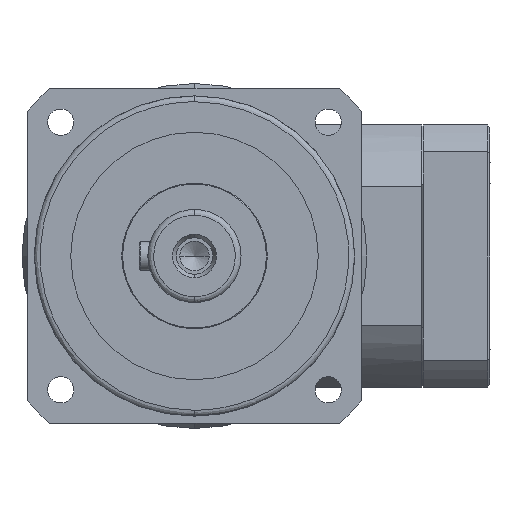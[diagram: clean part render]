
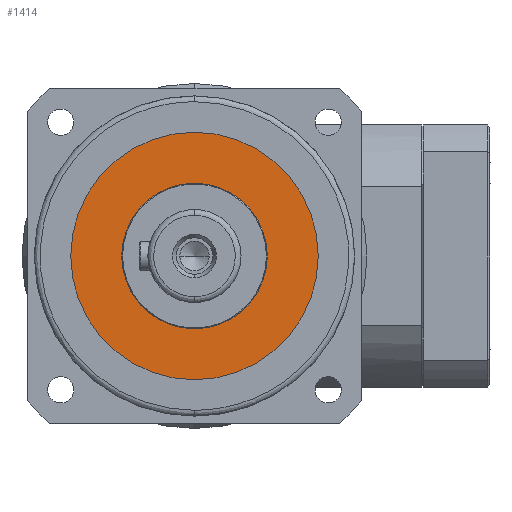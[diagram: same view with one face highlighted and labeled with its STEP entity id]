
A CAD part, left-side view. The second image highlights one B-rep face of the part: STEP entity #1414.
In plain terms, the highlighted face is planar.
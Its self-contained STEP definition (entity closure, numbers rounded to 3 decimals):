
#344 = AXIS2_PLACEMENT_3D ( 'NONE', #26843, #13838, #655 ) ;
#654 = CARTESIAN_POINT ( 'NONE',  ( -53.01, 0., 0. ) ) ;
#655 = DIRECTION ( 'NONE',  ( 0., 0., 1. ) ) ;
#879 = CIRCLE ( 'NONE', #25404, 25. ) ;
#1257 = AXIS2_PLACEMENT_3D ( 'NONE', #27581, #14578, #1486 ) ;
#1414 = ADVANCED_FACE ( 'NONE', ( #9258, #3303 ), #24897, .T. ) ;
#1486 = DIRECTION ( 'NONE',  ( 0., 0., 1. ) ) ;
#2860 = DIRECTION ( 'NONE',  ( 0., 0., 1. ) ) ;
#3303 = FACE_BOUND ( 'NONE', #28266, .T. ) ;
#3731 = CARTESIAN_POINT ( 'NONE',  ( -53.01, 0., -42.5 ) ) ;
#4423 = VERTEX_POINT ( 'NONE', #3731 ) ;
#4699 = ORIENTED_EDGE ( 'NONE', *, *, #18227, .T. ) ;
#5827 = VERTEX_POINT ( 'NONE', #6116 ) ;
#6116 = CARTESIAN_POINT ( 'NONE',  ( -53.01, 0., 25. ) ) ;
#8067 = DIRECTION ( 'NONE',  ( 1., 0., 0. ) ) ;
#9258 = FACE_OUTER_BOUND ( 'NONE', #16720, .T. ) ;
#10142 = ORIENTED_EDGE ( 'NONE', *, *, #25200, .T. ) ;
#11062 = VERTEX_POINT ( 'NONE', #27100 ) ;
#12392 = AXIS2_PLACEMENT_3D ( 'NONE', #24401, #24301, #24206 ) ;
#13800 = CARTESIAN_POINT ( 'NONE',  ( -53.01, 0., -25. ) ) ;
#13838 = DIRECTION ( 'NONE',  ( -1., 0., 0. ) ) ;
#14483 = CIRCLE ( 'NONE', #344, 25. ) ;
#14578 = DIRECTION ( 'NONE',  ( 1., 0., 0. ) ) ;
#16040 = DIRECTION ( 'NONE',  ( -1., 0., 0. ) ) ;
#16720 = EDGE_LOOP ( 'NONE', ( #18191, #26511 ) ) ;
#17819 = EDGE_CURVE ( 'NONE', #11062, #4423, #21805, .T. ) ;
#18191 = ORIENTED_EDGE ( 'NONE', *, *, #17819, .T. ) ;
#18227 = EDGE_CURVE ( 'NONE', #5827, #21948, #14483, .T. ) ;
#21202 = CARTESIAN_POINT ( 'NONE',  ( -53.01, 0., 0. ) ) ;
#21805 = CIRCLE ( 'NONE', #1257, 42.5 ) ;
#21948 = VERTEX_POINT ( 'NONE', #13800 ) ;
#23365 = DIRECTION ( 'NONE',  ( 0., 0., 1. ) ) ;
#24206 = DIRECTION ( 'NONE',  ( 0., 0., -1. ) ) ;
#24301 = DIRECTION ( 'NONE',  ( 1., 0., 0. ) ) ;
#24401 = CARTESIAN_POINT ( 'NONE',  ( -53.01, 0., 0. ) ) ;
#24577 = AXIS2_PLACEMENT_3D ( 'NONE', #21202, #8067, #23365 ) ;
#24897 = PLANE ( 'NONE',  #12392 ) ;
#25200 = EDGE_CURVE ( 'NONE', #21948, #5827, #879, .T. ) ;
#25382 = EDGE_CURVE ( 'NONE', #4423, #11062, #25505, .T. ) ;
#25404 = AXIS2_PLACEMENT_3D ( 'NONE', #654, #16040, #2860 ) ;
#25505 = CIRCLE ( 'NONE', #24577, 42.5 ) ;
#26511 = ORIENTED_EDGE ( 'NONE', *, *, #25382, .T. ) ;
#26843 = CARTESIAN_POINT ( 'NONE',  ( -53.01, 0., 0. ) ) ;
#27100 = CARTESIAN_POINT ( 'NONE',  ( -53.01, 0., 42.5 ) ) ;
#27581 = CARTESIAN_POINT ( 'NONE',  ( -53.01, 0., 0. ) ) ;
#28266 = EDGE_LOOP ( 'NONE', ( #4699, #10142 ) ) ;
